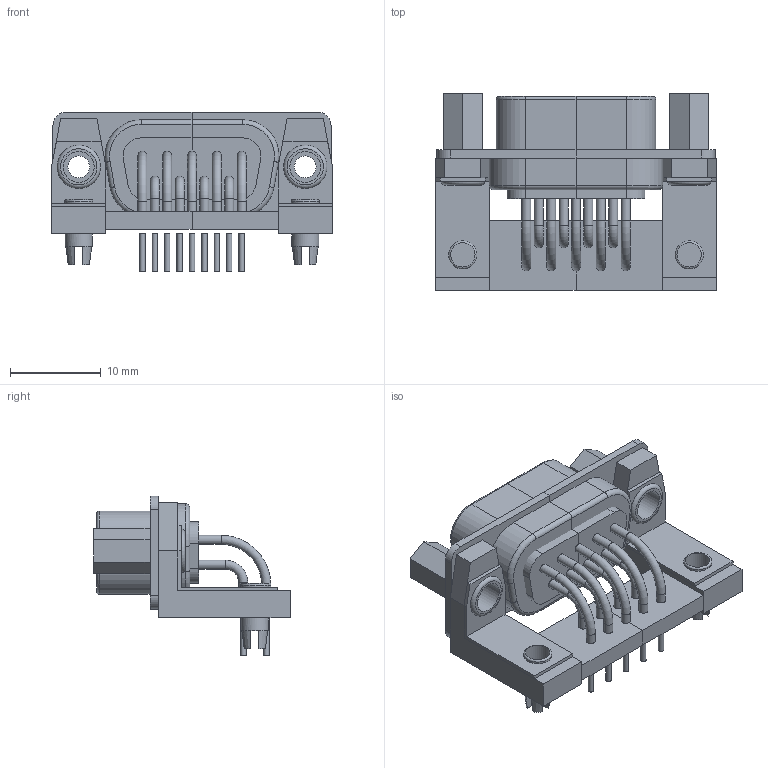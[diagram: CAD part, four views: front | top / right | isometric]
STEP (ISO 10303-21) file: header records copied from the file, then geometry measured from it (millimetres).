
FILE_DESCRIPTION(/* description */ (''),/* implementation_level */ '2;1');
FILE_NAME(/* name */ 'FCT_F09P5G2-0997.stp',/* time_stamp */ '2017-05-16T14:02:25+02:00',/* author */ ('jchouvet'),/* organization */ (''),/* preprocessor_version */ 'ST-DEVELOPER v16.1',/* originating_system */ 'AutoCAD Mechanical',/* authorisation */ '');
FILE_SCHEMA (('AUTOMOTIVE_DESIGN { 1 0 10303 214 3 1 1 }'));
Length unit declared in the file: millimetre
Products named in the file (1): Product
Bounding box: 31 x 21.67 x 17.65 mm (x, y, z)
Volume: 2901.7 mm3; surface area: 5656.8 mm2
Topology: 51 solids, 51 shells, 359 faces, 763 edges, 495 vertices
Faces by surface type: plane 223, cylinder 98, torus 21, sphere 9, cone 8
Full cylindrical faces by diameter (mm): 0.6 x9, 0.8 x9, 1 x18, 2.4 x4, 2.7 x2, 3 x2, 3.1 x6, 3.4 x2, 4.8 x6
Entity records: 8946 total; most frequent: DIRECTION 1580, CARTESIAN_POINT 1500, ORIENTED_EDGE 1296, EDGE_CURVE 648, AXIS2_PLACEMENT_3D 588, EDGE_LOOP 460, VERTEX_POINT 460, LINE 404
